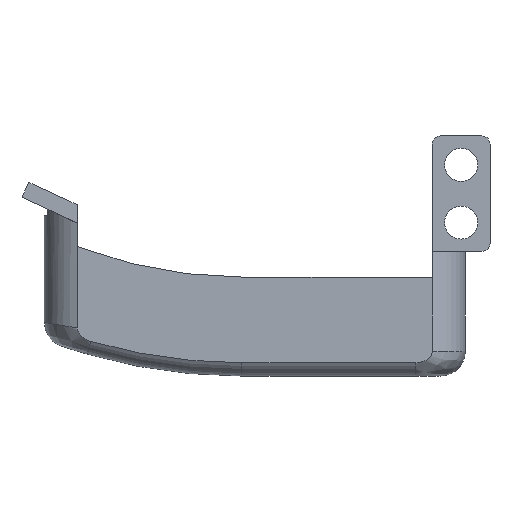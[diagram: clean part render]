
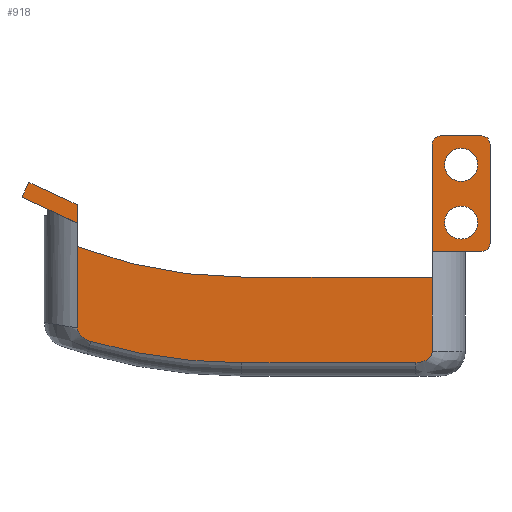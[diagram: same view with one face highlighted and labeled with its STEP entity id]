
A CAD part, front view. The second image highlights one B-rep face of the part: STEP entity #918.
In plain terms, the highlighted planar face has unit normal (0, -1, 0).
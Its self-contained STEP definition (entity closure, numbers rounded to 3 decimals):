
#30=B_SPLINE_CURVE_WITH_KNOTS('',3,(#1484,#1485,#1486,#1487,#1488,#1489,
#1490,#1491,#1492,#1493,#1494,#1495),.UNSPECIFIED.,.F.,.F.,(4,2,2,2,2,4),
(-0.122,-0.104,-0.085,-0.049,
-0.021,0.),.UNSPECIFIED.);
#31=B_SPLINE_CURVE_WITH_KNOTS('',3,(#1501,#1502,#1503,#1504,#1505,#1506,
#1507,#1508,#1509,#1510,#1511,#1512),.UNSPECIFIED.,.F.,.F.,(4,2,2,2,2,4),
(-0.127,-0.111,-0.094,-0.069,
-0.05,0.),.UNSPECIFIED.);
#37=FACE_BOUND('',#130,.T.);
#38=FACE_BOUND('',#131,.T.);
#45=PLANE('',#997);
#76=FACE_OUTER_BOUND('',#129,.T.);
#129=EDGE_LOOP('',(#681,#682,#683,#684,#685,#686,#687,#688,#689,#690,#691,
#692,#693,#694,#695,#696,#697,#698,#699,#700,#701));
#130=EDGE_LOOP('',(#702));
#131=EDGE_LOOP('',(#703));
#177=LINE('',#1375,#261);
#188=LINE('',#1400,#272);
#189=LINE('',#1403,#273);
#191=LINE('',#1410,#275);
#199=LINE('',#1457,#283);
#205=LINE('',#1469,#289);
#206=LINE('',#1472,#290);
#207=LINE('',#1476,#291);
#208=LINE('',#1478,#292);
#209=LINE('',#1480,#293);
#210=LINE('',#1482,#294);
#211=LINE('',#1499,#295);
#212=LINE('',#1513,#296);
#261=VECTOR('',#1102,10.);
#272=VECTOR('',#1123,10.);
#273=VECTOR('',#1126,10.);
#275=VECTOR('',#1134,10.);
#283=VECTOR('',#1150,10.);
#289=VECTOR('',#1158,10.);
#290=VECTOR('',#1161,10.);
#291=VECTOR('',#1164,10.);
#292=VECTOR('',#1165,10.);
#293=VECTOR('',#1166,10.);
#294=VECTOR('',#1167,10.);
#295=VECTOR('',#1170,10.);
#296=VECTOR('',#1171,10.);
#337=CIRCLE('',#972,1.);
#339=CIRCLE('',#975,1.);
#342=CIRCLE('',#979,0.5);
#345=CIRCLE('',#985,0.5);
#346=CIRCLE('',#987,0.5);
#350=CIRCLE('',#998,27.8);
#351=CIRCLE('',#999,25.45);
#352=CIRCLE('',#1000,32.997);
#381=VERTEX_POINT('',#1341);
#383=VERTEX_POINT('',#1347);
#387=VERTEX_POINT('',#1356);
#388=VERTEX_POINT('',#1358);
#394=VERTEX_POINT('',#1374);
#395=VERTEX_POINT('',#1378);
#396=VERTEX_POINT('',#1382);
#397=VERTEX_POINT('',#1383);
#403=VERTEX_POINT('',#1398);
#404=VERTEX_POINT('',#1402);
#417=VERTEX_POINT('',#1454);
#418=VERTEX_POINT('',#1456);
#423=VERTEX_POINT('',#1468);
#424=VERTEX_POINT('',#1470);
#425=VERTEX_POINT('',#1473);
#426=VERTEX_POINT('',#1475);
#427=VERTEX_POINT('',#1477);
#428=VERTEX_POINT('',#1479);
#429=VERTEX_POINT('',#1481);
#430=VERTEX_POINT('',#1483);
#431=VERTEX_POINT('',#1496);
#432=VERTEX_POINT('',#1498);
#433=VERTEX_POINT('',#1500);
#470=EDGE_CURVE('',#381,#381,#337,.T.);
#473=EDGE_CURVE('',#383,#383,#339,.T.);
#478=EDGE_CURVE('',#387,#388,#342,.T.);
#486=EDGE_CURVE('',#388,#394,#177,.T.);
#488=EDGE_CURVE('',#394,#395,#345,.T.);
#490=EDGE_CURVE('',#396,#397,#346,.T.);
#499=EDGE_CURVE('',#403,#396,#188,.T.);
#500=EDGE_CURVE('',#395,#404,#189,.T.);
#504=EDGE_CURVE('',#397,#387,#191,.T.);
#517=EDGE_CURVE('',#417,#418,#199,.T.);
#523=EDGE_CURVE('',#423,#403,#205,.T.);
#524=EDGE_CURVE('',#424,#423,#350,.T.);
#525=EDGE_CURVE('',#418,#424,#206,.T.);
#526=EDGE_CURVE('',#425,#417,#351,.T.);
#527=EDGE_CURVE('',#426,#425,#207,.T.);
#528=EDGE_CURVE('',#427,#426,#208,.T.);
#529=EDGE_CURVE('',#428,#427,#209,.T.);
#530=EDGE_CURVE('',#429,#428,#210,.T.);
#531=EDGE_CURVE('',#430,#429,#30,.T.);
#532=EDGE_CURVE('',#431,#430,#352,.T.);
#533=EDGE_CURVE('',#432,#431,#211,.T.);
#534=EDGE_CURVE('',#433,#432,#31,.T.);
#535=EDGE_CURVE('',#404,#433,#212,.T.);
#681=ORIENTED_EDGE('',*,*,#478,.F.);
#682=ORIENTED_EDGE('',*,*,#504,.F.);
#683=ORIENTED_EDGE('',*,*,#490,.F.);
#684=ORIENTED_EDGE('',*,*,#499,.F.);
#685=ORIENTED_EDGE('',*,*,#523,.F.);
#686=ORIENTED_EDGE('',*,*,#524,.F.);
#687=ORIENTED_EDGE('',*,*,#525,.F.);
#688=ORIENTED_EDGE('',*,*,#517,.F.);
#689=ORIENTED_EDGE('',*,*,#526,.F.);
#690=ORIENTED_EDGE('',*,*,#527,.F.);
#691=ORIENTED_EDGE('',*,*,#528,.F.);
#692=ORIENTED_EDGE('',*,*,#529,.F.);
#693=ORIENTED_EDGE('',*,*,#530,.F.);
#694=ORIENTED_EDGE('',*,*,#531,.F.);
#695=ORIENTED_EDGE('',*,*,#532,.F.);
#696=ORIENTED_EDGE('',*,*,#533,.F.);
#697=ORIENTED_EDGE('',*,*,#534,.F.);
#698=ORIENTED_EDGE('',*,*,#535,.F.);
#699=ORIENTED_EDGE('',*,*,#500,.F.);
#700=ORIENTED_EDGE('',*,*,#488,.F.);
#701=ORIENTED_EDGE('',*,*,#486,.F.);
#702=ORIENTED_EDGE('',*,*,#470,.T.);
#703=ORIENTED_EDGE('',*,*,#473,.T.);
#918=ADVANCED_FACE('',(#76,#37,#38),#45,.F.);
#972=AXIS2_PLACEMENT_3D('',#1342,#1070,#1071);
#975=AXIS2_PLACEMENT_3D('',#1348,#1077,#1078);
#979=AXIS2_PLACEMENT_3D('',#1359,#1087,#1088);
#985=AXIS2_PLACEMENT_3D('',#1379,#1106,#1107);
#987=AXIS2_PLACEMENT_3D('',#1384,#1111,#1112);
#997=AXIS2_PLACEMENT_3D('',#1467,#1156,#1157);
#998=AXIS2_PLACEMENT_3D('',#1471,#1159,#1160);
#999=AXIS2_PLACEMENT_3D('',#1474,#1162,#1163);
#1000=AXIS2_PLACEMENT_3D('',#1497,#1168,#1169);
#1070=DIRECTION('center_axis',(0.,1.,0.));
#1071=DIRECTION('ref_axis',(1.,0.,0.));
#1077=DIRECTION('center_axis',(0.,1.,0.));
#1078=DIRECTION('ref_axis',(1.,0.,0.));
#1087=DIRECTION('center_axis',(0.,1.,0.));
#1088=DIRECTION('ref_axis',(0.707,0.,0.707));
#1102=DIRECTION('',(0.,0.,-1.));
#1106=DIRECTION('center_axis',(0.,1.,0.));
#1107=DIRECTION('ref_axis',(0.707,0.,-0.707));
#1111=DIRECTION('center_axis',(0.,1.,0.));
#1112=DIRECTION('ref_axis',(-0.707,0.,0.707));
#1123=DIRECTION('',(0.,0.,1.));
#1126=DIRECTION('',(-1.,0.,0.));
#1134=DIRECTION('',(1.,0.,0.));
#1150=DIRECTION('',(0.,0.,-1.));
#1156=DIRECTION('center_axis',(0.,1.,0.));
#1157=DIRECTION('ref_axis',(0.,0.,1.));
#1158=DIRECTION('',(1.,0.,0.));
#1159=DIRECTION('center_axis',(0.,-1.,0.));
#1160=DIRECTION('ref_axis',(-0.354,0.,-0.935));
#1161=DIRECTION('',(0.935,0.,-0.354));
#1162=DIRECTION('center_axis',(0.,-1.,0.));
#1163=DIRECTION('ref_axis',(-0.423,0.,-0.906));
#1164=DIRECTION('',(0.906,0.,-0.423));
#1165=DIRECTION('',(0.423,0.,0.906));
#1166=DIRECTION('',(-0.906,0.,0.423));
#1167=DIRECTION('',(0.,0.,1.));
#1168=DIRECTION('center_axis',(0.,1.,0.));
#1169=DIRECTION('ref_axis',(0.,0.,-1.));
#1170=DIRECTION('',(-1.,0.,0.));
#1171=DIRECTION('',(0.,0.,-1.));
#1341=CARTESIAN_POINT('',(-19.45,0.472,-51.65));
#1342=CARTESIAN_POINT('Origin',(-18.45,0.472,-51.65));
#1347=CARTESIAN_POINT('',(-19.45,0.472,-48.15));
#1348=CARTESIAN_POINT('Origin',(-18.45,0.472,-48.15));
#1356=CARTESIAN_POINT('',(-17.2,0.472,-46.4));
#1358=CARTESIAN_POINT('',(-16.7,0.472,-46.9));
#1359=CARTESIAN_POINT('Origin',(-17.2,0.472,-46.9));
#1374=CARTESIAN_POINT('',(-16.7,0.472,-52.9));
#1375=CARTESIAN_POINT('',(-16.7,0.472,-46.4));
#1378=CARTESIAN_POINT('',(-17.2,0.472,-53.4));
#1379=CARTESIAN_POINT('Origin',(-17.2,0.472,-52.9));
#1382=CARTESIAN_POINT('',(-20.2,0.472,-46.9));
#1383=CARTESIAN_POINT('',(-19.7,0.472,-46.4));
#1384=CARTESIAN_POINT('Origin',(-19.7,0.472,-46.9));
#1398=CARTESIAN_POINT('',(-20.2,0.472,-54.95));
#1400=CARTESIAN_POINT('',(-20.2,0.472,-53.991));
#1402=CARTESIAN_POINT('',(-20.199,0.472,-53.4));
#1403=CARTESIAN_POINT('',(-20.2,0.472,-53.4));
#1410=CARTESIAN_POINT('',(-24.915,0.472,-46.4));
#1454=CARTESIAN_POINT('',(-41.7,0.472,-50.569));
#1456=CARTESIAN_POINT('',(-41.7,0.472,-53.104));
#1457=CARTESIAN_POINT('',(-41.7,0.472,-55.188));
#1467=CARTESIAN_POINT('Origin',(-31.63,0.472,-54.083));
#1468=CARTESIAN_POINT('',(-31.736,0.472,-54.95));
#1469=CARTESIAN_POINT('',(-31.683,0.472,-54.95));
#1470=CARTESIAN_POINT('',(-41.576,0.472,-53.15));
#1471=CARTESIAN_POINT('Origin',(-31.736,0.472,-27.15));
#1472=CARTESIAN_POINT('',(-37.134,0.472,-54.832));
#1473=CARTESIAN_POINT('',(-42.492,0.472,-50.216));
#1474=CARTESIAN_POINT('Origin',(-31.736,0.472,-27.15));
#1475=CARTESIAN_POINT('',(-44.637,0.472,-49.215));
#1476=CARTESIAN_POINT('',(-37.29,0.472,-52.641));
#1477=CARTESIAN_POINT('',(-45.059,0.472,-50.122));
#1478=CARTESIAN_POINT('',(-44.407,0.472,-48.723));
#1479=CARTESIAN_POINT('',(-41.701,0.472,-51.688));
#1480=CARTESIAN_POINT('',(-38.785,0.472,-53.047));
#1481=CARTESIAN_POINT('',(-41.701,0.472,-58.032));
#1482=CARTESIAN_POINT('',(-41.701,0.472,-52.419));
#1483=CARTESIAN_POINT('',(-40.894,0.472,-58.851));
#1484=CARTESIAN_POINT('Ctrl Pts',(-40.894,0.472,-58.851));
#1485=CARTESIAN_POINT('Ctrl Pts',(-40.952,0.472,-58.835));
#1486=CARTESIAN_POINT('Ctrl Pts',(-41.009,0.472,-58.814));
#1487=CARTESIAN_POINT('Ctrl Pts',(-41.124,0.472,-58.766));
#1488=CARTESIAN_POINT('Ctrl Pts',(-41.182,0.472,-58.736));
#1489=CARTESIAN_POINT('Ctrl Pts',(-41.34,0.472,-58.642));
#1490=CARTESIAN_POINT('Ctrl Pts',(-41.436,0.472,-58.566));
#1491=CARTESIAN_POINT('Ctrl Pts',(-41.577,0.472,-58.406));
#1492=CARTESIAN_POINT('Ctrl Pts',(-41.628,0.472,-58.326));
#1493=CARTESIAN_POINT('Ctrl Pts',(-41.687,0.472,-58.172));
#1494=CARTESIAN_POINT('Ctrl Pts',(-41.701,0.472,-58.103));
#1495=CARTESIAN_POINT('Ctrl Pts',(-41.701,0.472,-58.032));
#1496=CARTESIAN_POINT('',(-31.736,0.472,-60.147));
#1497=CARTESIAN_POINT('Origin',(-31.736,0.472,-27.15));
#1498=CARTESIAN_POINT('',(-21.2,0.472,-60.147));
#1499=CARTESIAN_POINT('',(-24.915,0.472,-60.147));
#1500=CARTESIAN_POINT('',(-20.199,0.472,-59.45));
#1501=CARTESIAN_POINT('Ctrl Pts',(-20.199,0.472,-59.45));
#1502=CARTESIAN_POINT('Ctrl Pts',(-20.199,0.472,-59.501));
#1503=CARTESIAN_POINT('Ctrl Pts',(-20.209,0.472,-59.562));
#1504=CARTESIAN_POINT('Ctrl Pts',(-20.244,0.472,-59.667));
#1505=CARTESIAN_POINT('Ctrl Pts',(-20.278,0.472,-59.73));
#1506=CARTESIAN_POINT('Ctrl Pts',(-20.362,0.472,-59.843));
#1507=CARTESIAN_POINT('Ctrl Pts',(-20.435,0.472,-59.909));
#1508=CARTESIAN_POINT('Ctrl Pts',(-20.555,0.472,-59.989));
#1509=CARTESIAN_POINT('Ctrl Pts',(-20.621,0.472,-60.024));
#1510=CARTESIAN_POINT('Ctrl Pts',(-20.834,0.472,-60.113));
#1511=CARTESIAN_POINT('Ctrl Pts',(-21.032,0.472,-60.147));
#1512=CARTESIAN_POINT('Ctrl Pts',(-21.2,0.472,-60.147));
#1513=CARTESIAN_POINT('',(-20.199,0.472,-56.516));
